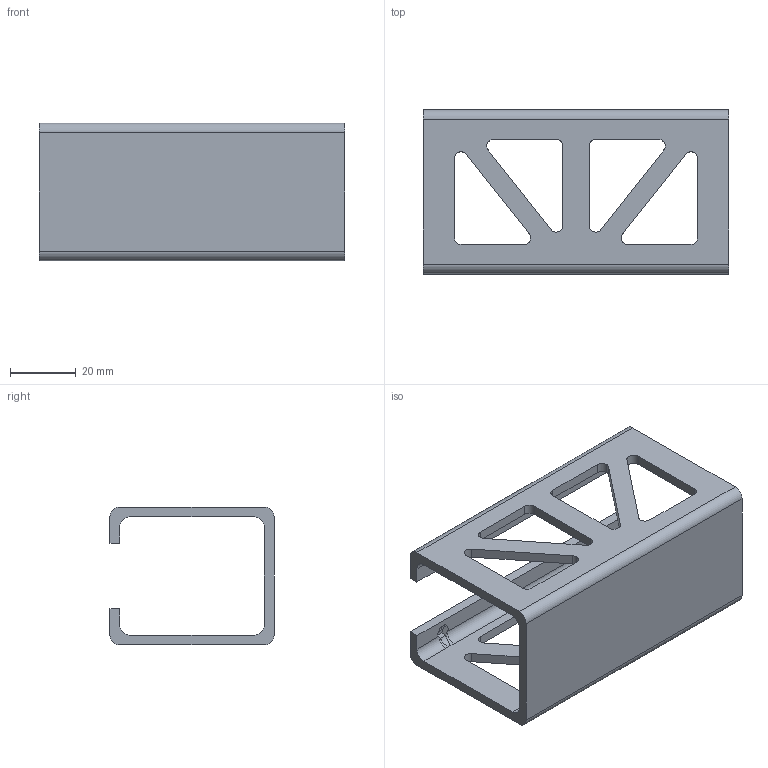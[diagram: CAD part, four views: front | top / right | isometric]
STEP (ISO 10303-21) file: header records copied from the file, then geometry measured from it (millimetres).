
FILE_DESCRIPTION (( 'STEP AP203' ), '1' );
FILE_NAME ('Leader_Platform.STEP', '2024-09-05T20:24:06', ( '' ), ( '' ), 'SwSTEP 2.0', 'SolidWorks 2024', '' );
FILE_SCHEMA (( 'CONFIG_CONTROL_DESIGN' ));
Length unit declared in the file: millimetre
Products named in the file (1): Leader_Platform
Bounding box: 93 x 50 x 42 mm (x, y, z)
Volume: 32812.9 mm3; surface area: 24666.3 mm2
Topology: 1 solids, 1 shells, 126 faces, 356 edges, 232 vertices
Faces by surface type: plane 66, cylinder 52, bspline 8
Entity records: 4401 total; most frequent: CARTESIAN_POINT 987, ORIENTED_EDGE 712, DIRECTION 674, EDGE_CURVE 356, VECTOR 244, LINE 244, VERTEX_POINT 232, AXIS2_PLACEMENT_3D 215
